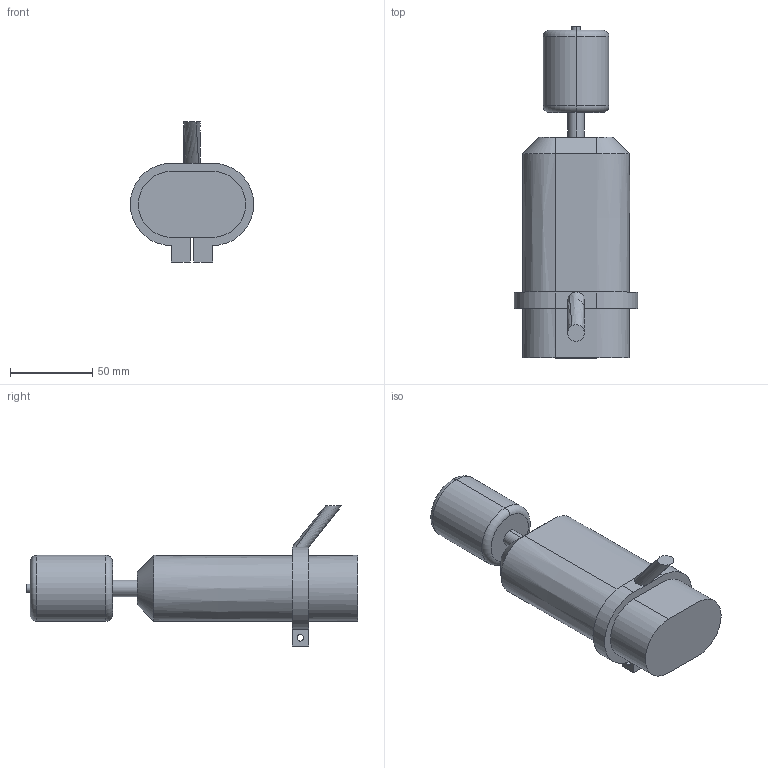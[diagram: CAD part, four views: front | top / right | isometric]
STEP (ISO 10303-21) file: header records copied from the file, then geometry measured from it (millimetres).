
FILE_DESCRIPTION (( 'STEP AP203' ), '1' );
FILE_NAME ('Grasa.STEP', '2023-03-14T00:07:00', ( '' ), ( '' ), 'SwSTEP 2.0', 'SolidWorks 2021', '' );
FILE_SCHEMA (( 'CONFIG_CONTROL_DESIGN' ));
Length unit declared in the file: millimetre
Products named in the file (3): Soportegrasa; Grasa; Bote
Assembly tree (2 placements, depth 2):
  Grasa
    Bote
    Soportegrasa
Bounding box: 75 x 201.5 x 85 mm (x, y, z)
Volume: 371222.3 mm3; surface area: 43363.5 mm2
Topology: 2 solids, 2 shells, 45 faces, 108 edges, 70 vertices
Faces by surface type: plane 19, cylinder 14, bspline 8, torus 4
Entity records: 2591 total; most frequent: CARTESIAN_POINT 1250, ORIENTED_EDGE 216, DIRECTION 216, EDGE_CURVE 108, AXIS2_PLACEMENT_3D 84, VERTEX_POINT 70, EDGE_LOOP 52, VECTOR 48
